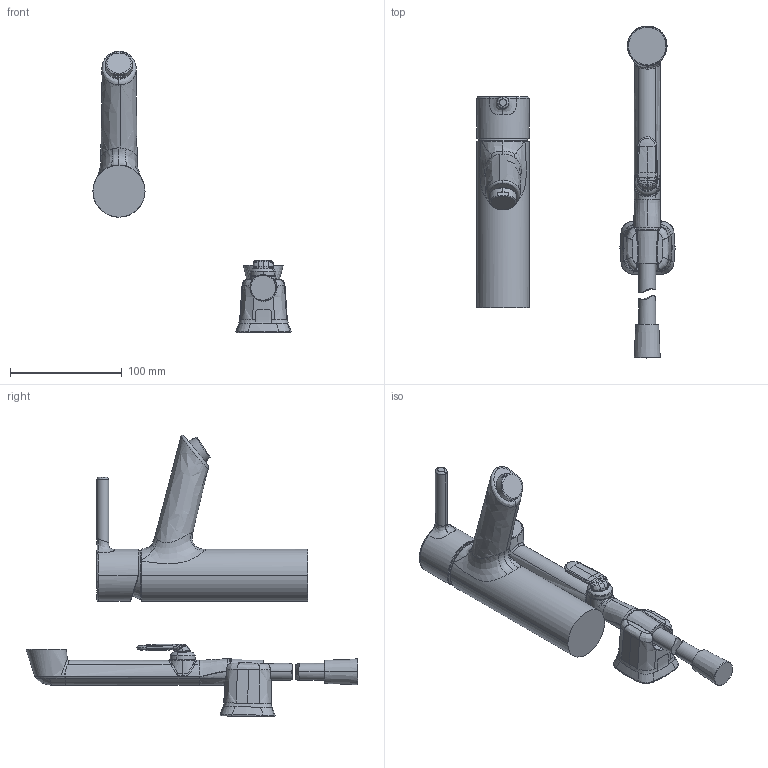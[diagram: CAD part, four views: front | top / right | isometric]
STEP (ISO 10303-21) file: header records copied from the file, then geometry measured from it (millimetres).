
FILE_DESCRIPTION (( 'STEP AP203' ), '1' );
FILE_NAME ('2606AF(2022)+52682267(2022).STEP', '2022-01-25T06:04:15', ( '' ), ( '' ), 'SwSTEP 2.0', 'SolidWorks 2016', '' );
FILE_SCHEMA (( 'CONFIG_CONTROL_DESIGN' ));
Length unit declared in the file: millimetre
Products named in the file (1): 2606AF(2022)+52682267(2022)
Bounding box: 177.01 x 296.68 x 251.69 mm (x, y, z)
Volume: 592846.2 mm3; surface area: 87692.9 mm2
Topology: 10 solids, 10 shells, 335 faces, 794 edges, 480 vertices
Faces by surface type: bspline 240, plane 28, cylinder 26, cone 25, torus 16
Entity records: 74753 total; most frequent: CARTESIAN_POINT 69081, ORIENTED_EDGE 1580, EDGE_CURVE 790, DIRECTION 555, VERTEX_POINT 480, B_SPLINE_CURVE_WITH_KNOTS 448, EDGE_LOOP 340, ADVANCED_FACE 335
